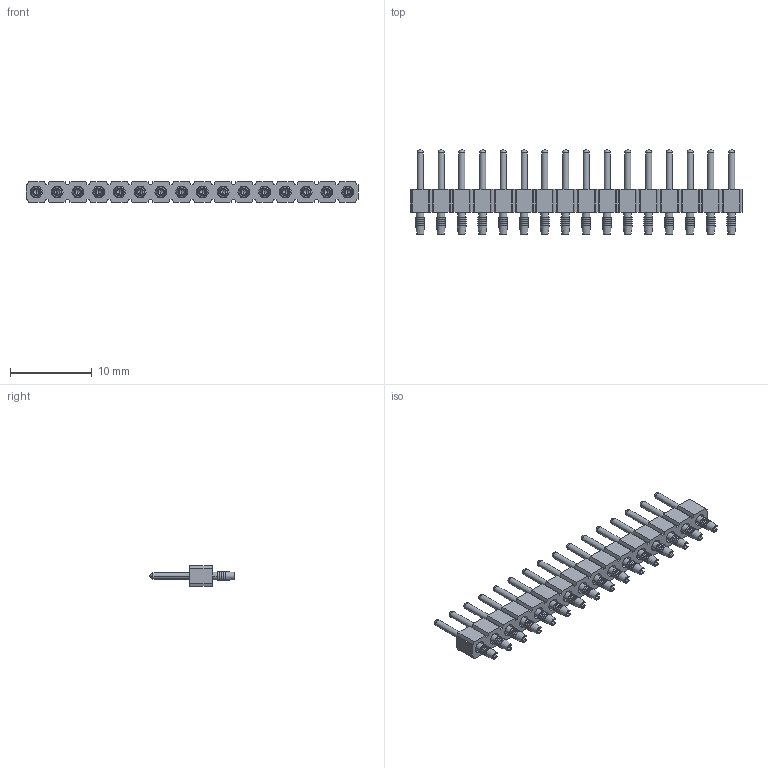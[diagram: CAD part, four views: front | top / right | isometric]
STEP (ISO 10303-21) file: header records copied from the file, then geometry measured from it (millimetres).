
FILE_DESCRIPTION (( 'STEP AP214' ), '1' );
FILE_NAME ('mill-max-800-10-016-61-001000.STEP', '2020-02-15T14:24:08', ( '' ), ( '' ), 'SwSTEP 2.0', 'SolidWorks 2019', '' );
FILE_SCHEMA (( 'AUTOMOTIVE_DESIGN' ));
Length unit declared in the file: inch
Products named in the file (3): 5601_5601-0-01-15-00-00-03-0; mill-max-800-10-016-61-001000; P3XX-11-010-00-000000_P316-11-010-00-000000
Assembly tree (17 placements, depth 2):
  mill-max-800-10-016-61-001000
    P3XX-11-010-00-000000_P316-11-010-00-000000
    5601_5601-0-01-15-00-00-03-0  x16
Bounding box: 40.64 x 10.31 x 2.54 mm (x, y, z)
Volume: 300.9 mm3; surface area: 1330.3 mm2
Topology: 17 solids, 17 shells, 838 faces, 2140 edges, 1352 vertices
Faces by surface type: plane 358, cylinder 272, cone 176, sphere 32
Entity records: 8232 total; most frequent: CARTESIAN_POINT 1444, DIRECTION 1388, ORIENTED_EDGE 1358, EDGE_CURVE 679, VECTOR 496, LINE 496, VERTEX_POINT 450, AXIS2_PLACEMENT_3D 446
